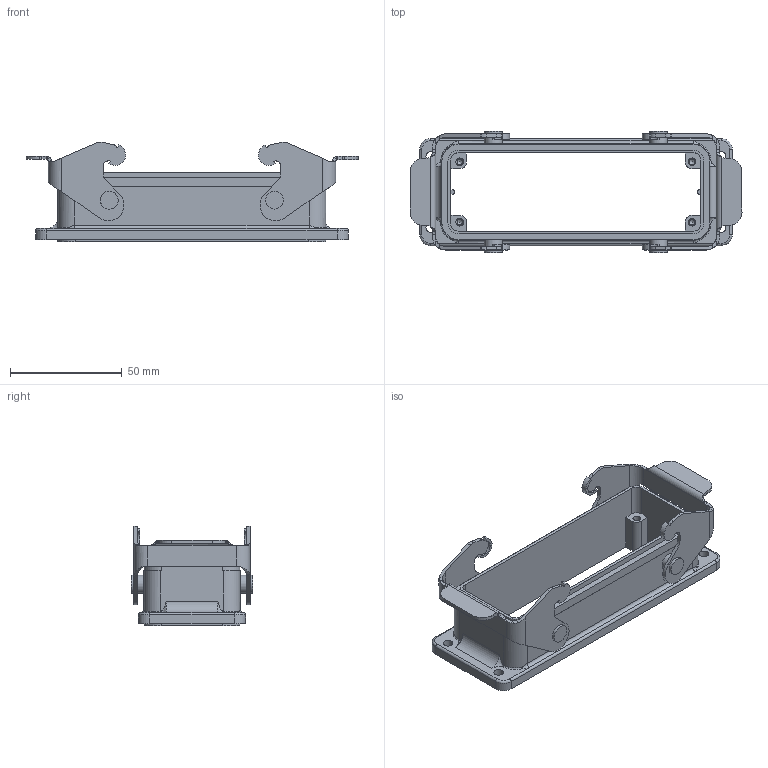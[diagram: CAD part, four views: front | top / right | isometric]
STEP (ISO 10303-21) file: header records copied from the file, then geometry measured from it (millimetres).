
FILE_DESCRIPTION(/* description */ (''),/* implementation_level */ '2;1');
FILE_NAME(/* name */ 'c146 67f024 000 8nxc001-05.stp',/* time_stamp */ '2019-09-09T11:45:22+02:00',/* author */ (''),/* organization */ (''),/* preprocessor_version */ 'ST-DEVELOPER v16.7',/* originating_system */ 'SIEMENS PLM Software NX 12.0',/* authorisation */ '');
FILE_SCHEMA (('AUTOMOTIVE_DESIGN { 1 0 10303 214 3 1 1 1 }'));
Length unit declared in the file: millimetre
Products named in the file (1): c146 67f024 000 8nxc001-05
Bounding box: 148.69 x 54.4 x 44.69 mm (x, y, z)
Volume: 53243.3 mm3; surface area: 35418.6 mm2
Topology: 1 solids, 1 shells, 293 faces, 780 edges, 502 vertices
Faces by surface type: plane 133, cylinder 110, bspline 46, cone 4
Full cylindrical faces by diameter (mm): 2.5 x4, 3.5 x4, 4.3 x4, 8 x8
Entity records: 11184 total; most frequent: CARTESIAN_POINT 3678, ORIENTED_EDGE 1476, DIRECTION 1228, EDGE_CURVE 738, VERTEX_POINT 492, AXIS2_PLACEMENT_3D 444, EDGE_LOOP 348, LINE 340
